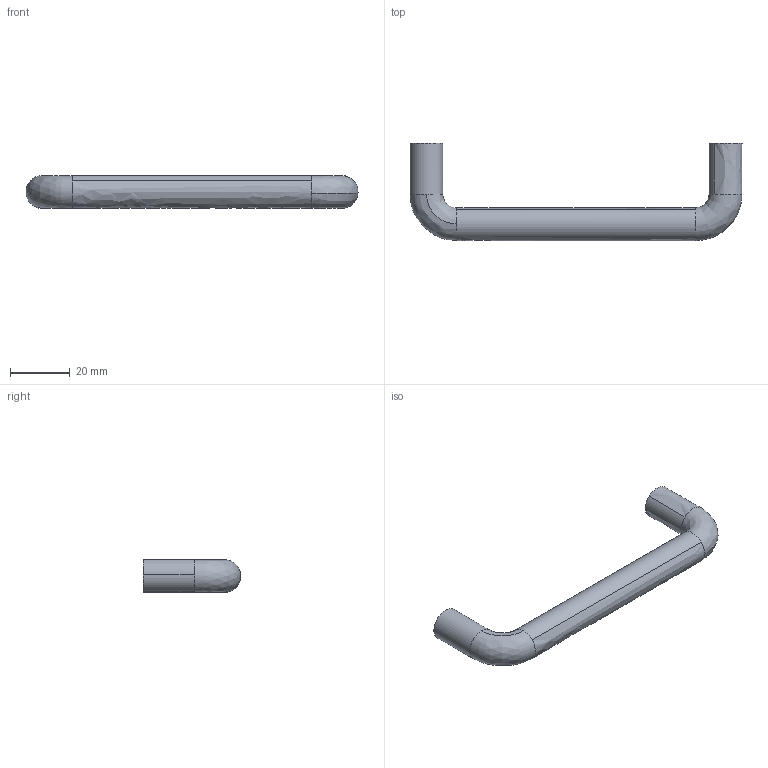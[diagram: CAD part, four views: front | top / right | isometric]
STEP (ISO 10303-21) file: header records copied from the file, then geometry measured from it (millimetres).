
FILE_DESCRIPTION((''),'2;1');
FILE_NAME('','2005-10-12T12:13:27',(''),(''),'','CADfix','');
FILE_SCHEMA(('AUTOMOTIVE_DESIGN'));
Length unit declared in the file: millimetre
Products named in the file (3): pull; coat; THA_439_1_1522_36
Assembly tree (2 placements, depth 2):
  THA_439_1_1522_36
    pull
    coat
Bounding box: 110.98 x 32.5 x 11 mm (x, y, z)
Volume: 13343.2 mm3; surface area: 12935.9 mm2
Topology: 2 solids, 2 shells, 40 faces, 141 edges, 107 vertices
Faces by surface type: bspline 40
Entity records: 2291 total; most frequent: CARTESIAN_POINT 1519, ORIENTED_EDGE 282, EDGE_CURVE 141, VERTEX_POINT 107, EDGE_LOOP 44, FACE_OUTER_BOUND 40, ADVANCED_FACE 40, QUASI_UNIFORM_CURVE 22
